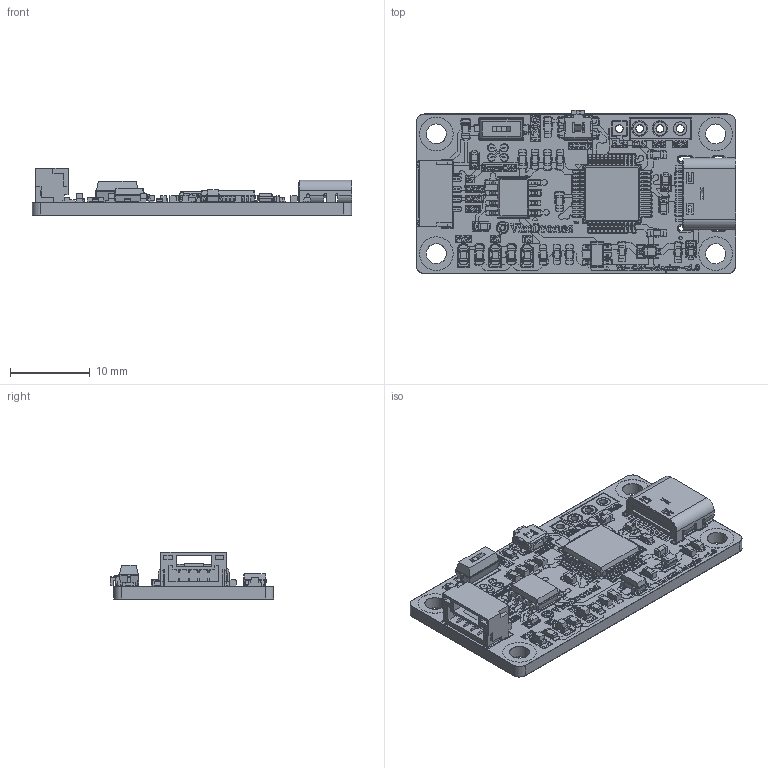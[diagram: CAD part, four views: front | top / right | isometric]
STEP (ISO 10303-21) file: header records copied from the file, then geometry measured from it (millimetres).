
FILE_DESCRIPTION(('HOOPS Exchange Step'),'2;1');
FILE_NAME('temp_export','2026-03-06T11:13:38+08:00',('huibean'),('Shapr3D Limited'),'HOOPS Exchange 2025.9','Shapr3D','Authorized');
FILE_SCHEMA( ('AP242_MANAGED_MODEL_BASED_3D_ENGINEERING_MIM_LF {1 0 10303 442 1 1 4}') );
Length unit declared in the file: millimetre
Products named in the file (41): SOT-23-5; R_0603_1608Metric; D_SOD-523; LQFP-48_7x7mm_P0.5mm; C_0603_1608Metric; D_SOD-323; LED_0603_1608Metric; SW_DIP_SPSTx01_Slide_Copal_CHS-01A_W5.08mm_P1.27mm_JPin; JST_GH_SM04B-GHS-TB_1x04-1MP_P1.25mm_Horizontal; CSP-USC16-TR; SOIC-8_3.9x4.9mm_P1.27mm; EVQP7-JA-01P; vimdrones_can_adapter_v1.0_copper; vimdrones_can_adapter_v1.0_pad; vimdrones_can_adapter_v1.0_silkscreen; vimdrones_can_adapter_v1.0_soldermask; vimdrones_can_adapter_v1.0_PCB; vimdrones_can_adapter_v1.0.step; root
Assembly tree (40 placements, depth 3):
  root
    vimdrones_can_adapter_v1.0.step
      SOT-23-5
      R_0603_1608Metric
      D_SOD-523
      LQFP-48_7x7mm_P0.5mm
      C_0603_1608Metric
      D_SOD-323
      LED_0603_1608Metric
      SW_DIP_SPSTx01_Slide_Copal_CHS-01A_W5.08mm_P1.27mm_JPin
      D_SOD-523
      LED_0603_1608Metric
      C_0603_1608Metric
      D_SOD-523
      C_0603_1608Metric
      C_0603_1608Metric
      JST_GH_SM04B-GHS-TB_1x04-1MP_P1.25mm_Horizontal
      R_0603_1608Metric
      C_0603_1608Metric
      C_0603_1608Metric
      C_0603_1608Metric
      CSP-USC16-TR
      R_0603_1608Metric
      D_SOD-523
      C_0603_1608Metric
      R_0603_1608Metric
      SOIC-8_3.9x4.9mm_P1.27mm
      C_0603_1608Metric
      LED_0603_1608Metric
      C_0603_1608Metric
      EVQP7-JA-01P
      C_0603_1608Metric
      D_SOD-523
      R_0603_1608Metric
      vimdrones_can_adapter_v1.0_copper
      vimdrones_can_adapter_v1.0_pad
      vimdrones_can_adapter_v1.0_silkscreen
      vimdrones_can_adapter_v1.0_silkscreen
      vimdrones_can_adapter_v1.0_soldermask
      vimdrones_can_adapter_v1.0_soldermask
      vimdrones_can_adapter_v1.0_PCB
Bounding box: 40 x 20.45 x 5.92 mm (x, y, z)
Volume: 1567.8 mm3; surface area: 7358.7 mm2
Topology: 243 solids, 435 shells, 6583 faces, 21620 edges, 15758 vertices
Faces by surface type: plane 4934, cylinder 1459, bspline 190
Full cylindrical faces by diameter (mm): 0.65 x2, 0.657 x2, 0.95 x12, 0.975 x2, 1 x8, 1.7 x6, 1.97 x2, 2.5 x4, 4.23 x8
Entity records: 254795 total; most frequent: CARTESIAN_POINT 64782, ORIENTED_EDGE 38921, DIRECTION 35925, EDGE_CURVE 21616, VECTOR 16957, LINE 16957, VERTEX_POINT 15758, AXIS2_PLACEMENT_3D 9484
